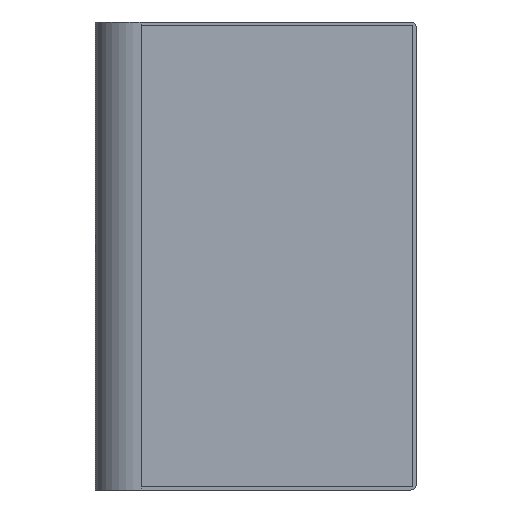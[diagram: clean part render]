
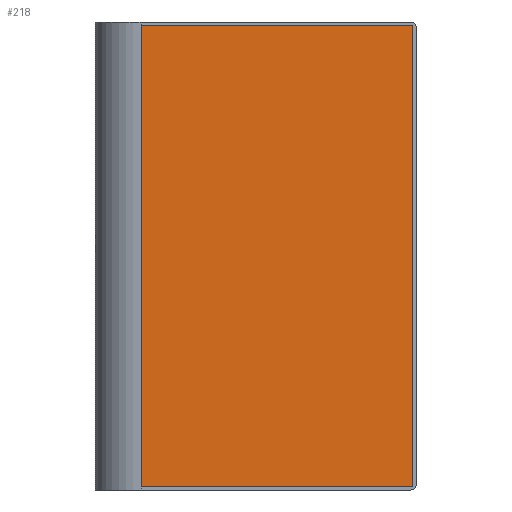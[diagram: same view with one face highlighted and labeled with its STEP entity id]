
A CAD part, front view. The second image highlights one B-rep face of the part: STEP entity #218.
In plain terms, the highlighted planar face has unit normal (0, -1, 0).
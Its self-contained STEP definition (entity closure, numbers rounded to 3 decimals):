
#33 = CARTESIAN_POINT ( 'NONE',  ( 3.75, -1.1, -0.25 ) ) ;
#45 = FACE_OUTER_BOUND ( 'NONE', #193, .T. ) ;
#53 = EDGE_CURVE ( 'NONE', #71, #188, #293, .T. ) ;
#71 = VERTEX_POINT ( 'NONE', #33 ) ;
#77 = AXIS2_PLACEMENT_3D ( 'NONE', #479, #679, #251 ) ;
#92 = CARTESIAN_POINT ( 'NONE',  ( 25.7, -1.1, -0.25 ) ) ;
#103 = LINE ( 'NONE', #105, #133 ) ;
#105 = CARTESIAN_POINT ( 'NONE',  ( 3.75, -1.1, -0.25 ) ) ;
#106 = EDGE_CURVE ( 'NONE', #340, #459, #554, .T. ) ;
#107 = CARTESIAN_POINT ( 'NONE',  ( 3.75, -1.1, -37.65 ) ) ;
#124 = ORIENTED_EDGE ( 'NONE', *, *, #319, .T. ) ;
#133 = VECTOR ( 'NONE', #375, 1000. ) ;
#178 = ORIENTED_EDGE ( 'NONE', *, *, #53, .T. ) ;
#188 = VERTEX_POINT ( 'NONE', #530 ) ;
#193 = EDGE_LOOP ( 'NONE', ( #178, #124, #197, #502 ) ) ;
#197 = ORIENTED_EDGE ( 'NONE', *, *, #106, .T. ) ;
#205 = PLANE ( 'NONE',  #77 ) ;
#218 = ADVANCED_FACE ( 'NONE', ( #45 ), #205, .T. ) ;
#251 = DIRECTION ( 'NONE',  ( 0., 0., -1. ) ) ;
#264 = DIRECTION ( 'NONE',  ( 1., 0., 0. ) ) ;
#285 = DIRECTION ( 'NONE',  ( 0., 0., 1. ) ) ;
#293 = LINE ( 'NONE', #514, #505 ) ;
#309 = VECTOR ( 'NONE', #264, 1000. ) ;
#319 = EDGE_CURVE ( 'NONE', #188, #340, #645, .T. ) ;
#340 = VERTEX_POINT ( 'NONE', #697 ) ;
#341 = CARTESIAN_POINT ( 'NONE',  ( 25.7, -1.1, -0.25 ) ) ;
#375 = DIRECTION ( 'NONE',  ( -1., 0., 0. ) ) ;
#446 = DIRECTION ( 'NONE',  ( 0., 0., -1. ) ) ;
#459 = VERTEX_POINT ( 'NONE', #92 ) ;
#479 = CARTESIAN_POINT ( 'NONE',  ( 0., -1.1, 0. ) ) ;
#502 = ORIENTED_EDGE ( 'NONE', *, *, #676, .T. ) ;
#505 = VECTOR ( 'NONE', #446, 1000. ) ;
#514 = CARTESIAN_POINT ( 'NONE',  ( 3.75, -1.1, -0.25 ) ) ;
#530 = CARTESIAN_POINT ( 'NONE',  ( 3.75, -1.1, -37.65 ) ) ;
#554 = LINE ( 'NONE', #341, #658 ) ;
#645 = LINE ( 'NONE', #107, #309 ) ;
#658 = VECTOR ( 'NONE', #285, 1000. ) ;
#676 = EDGE_CURVE ( 'NONE', #459, #71, #103, .T. ) ;
#679 = DIRECTION ( 'NONE',  ( 0., -1., 0. ) ) ;
#697 = CARTESIAN_POINT ( 'NONE',  ( 25.7, -1.1, -37.65 ) ) ;
